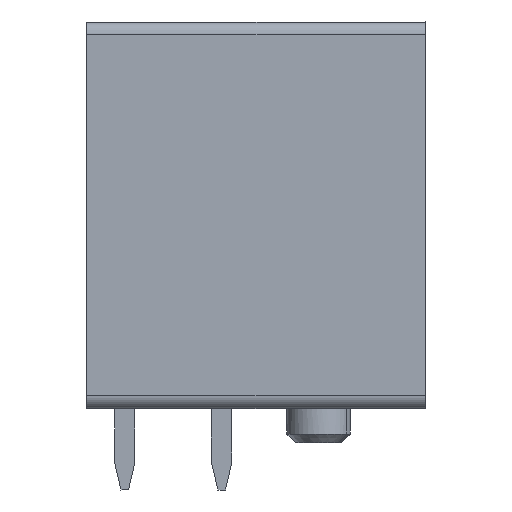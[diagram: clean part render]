
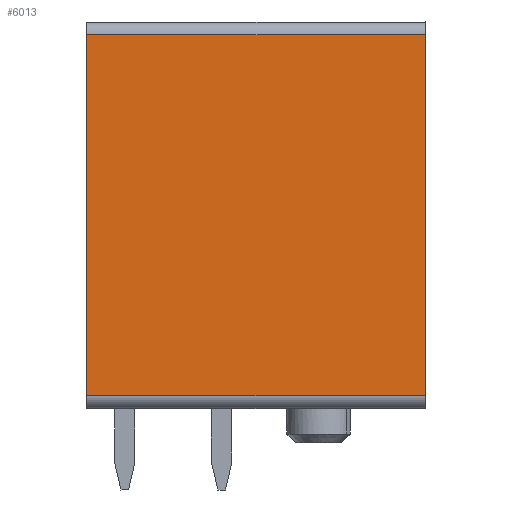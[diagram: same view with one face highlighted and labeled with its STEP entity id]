
A CAD part, left-side view. The second image highlights one B-rep face of the part: STEP entity #6013.
In plain terms, the highlighted planar face has unit normal (-1, 0, 0).
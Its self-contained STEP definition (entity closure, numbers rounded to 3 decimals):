
#5993=AXIS2_PLACEMENT_3D('Plane Axis2P3D',#5990,#5991,#5992) ;
#238=CARTESIAN_POINT('Vertex',(0.,0.,17.9)) ;
#241=CARTESIAN_POINT('Line Origine',(0.,0.,10.8)) ;
#245=CARTESIAN_POINT('Vertex',(0.,0.,3.7)) ;
#5974=CARTESIAN_POINT('Vertex',(0.,13.3,17.9)) ;
#5977=CARTESIAN_POINT('Line Origine',(0.,6.65,17.9)) ;
#5990=CARTESIAN_POINT('Axis2P3D Location',(0.,0.,0.)) ;
#5995=CARTESIAN_POINT('Line Origine',(0.,13.3,10.8)) ;
#5999=CARTESIAN_POINT('Vertex',(0.,13.3,3.7)) ;
#6002=CARTESIAN_POINT('Line Origine',(0.,6.65,3.7)) ;
#242=DIRECTION('Vector Direction',(0.,0.,-1.)) ;
#5978=DIRECTION('Vector Direction',(0.,1.,0.)) ;
#5991=DIRECTION('Axis2P3D Direction',(-1.,0.,0.)) ;
#5992=DIRECTION('Axis2P3D XDirection',(0.,-1.,0.)) ;
#5996=DIRECTION('Vector Direction',(0.,0.,1.)) ;
#6003=DIRECTION('Vector Direction',(0.,1.,0.)) ;
#243=VECTOR('Line Direction',#242,1.) ;
#5979=VECTOR('Line Direction',#5978,1.) ;
#5997=VECTOR('Line Direction',#5996,1.) ;
#6004=VECTOR('Line Direction',#6003,1.) ;
#6008=ORIENTED_EDGE('',*,*,#247,.T.) ;
#6009=ORIENTED_EDGE('',*,*,#5981,.T.) ;
#6010=ORIENTED_EDGE('',*,*,#6001,.T.) ;
#6011=ORIENTED_EDGE('',*,*,#6006,.T.) ;
#6013=ADVANCED_FACE('HOUSING',(#6012),#5994,.T.) ;
#247=EDGE_CURVE('',#246,#239,#244,.F.) ;
#5981=EDGE_CURVE('',#239,#5975,#5980,.T.) ;
#6001=EDGE_CURVE('',#5975,#6000,#5998,.F.) ;
#6006=EDGE_CURVE('',#6000,#246,#6005,.F.) ;
#6007=EDGE_LOOP('',(#6008,#6009,#6010,#6011)) ;
#6012=FACE_OUTER_BOUND('',#6007,.T.) ;
#244=LINE('Line',#241,#243) ;
#5980=LINE('Line',#5977,#5979) ;
#5998=LINE('Line',#5995,#5997) ;
#6005=LINE('Line',#6002,#6004) ;
#5994=PLANE('',#5993) ;
#239=VERTEX_POINT('',#238) ;
#246=VERTEX_POINT('',#245) ;
#5975=VERTEX_POINT('',#5974) ;
#6000=VERTEX_POINT('',#5999) ;
